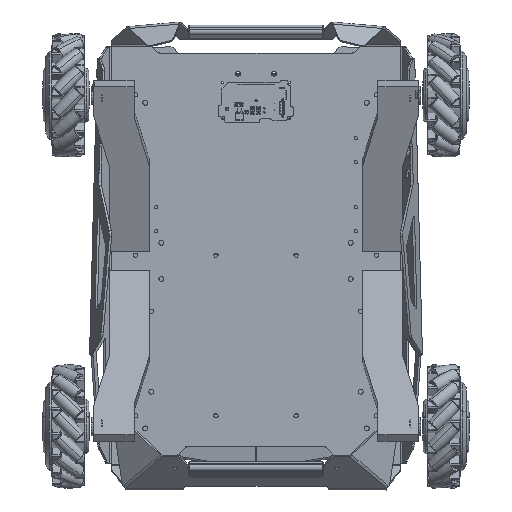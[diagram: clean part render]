
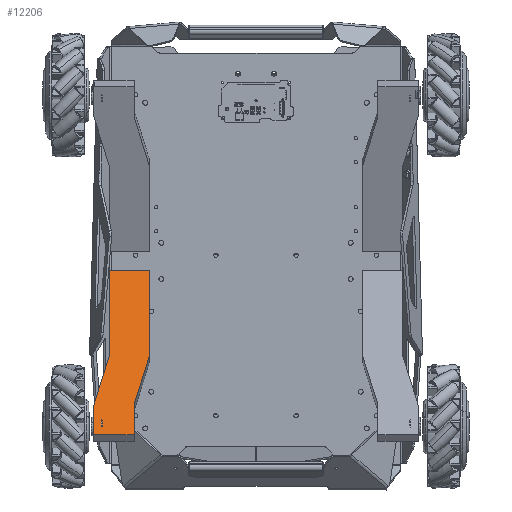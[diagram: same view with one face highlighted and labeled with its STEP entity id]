
A CAD part, front view. The second image highlights one B-rep face of the part: STEP entity #12206.
In plain terms, the highlighted planar face has unit normal (0, -0.934, 0.358).
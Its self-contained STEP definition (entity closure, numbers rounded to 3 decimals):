
#2601 = CARTESIAN_POINT ( 'NONE',  ( -180.186, -87.212, 105.024 ) ) ;
#2697 = VERTEX_POINT ( 'NONE', #161047 ) ;
#4146 = DIRECTION ( 'NONE',  ( 0.281, 0.344, 0.896 ) ) ;
#4207 = CARTESIAN_POINT ( 'NONE',  ( -180.186, -53.167, 193.714 ) ) ;
#7322 = CARTESIAN_POINT ( 'NONE',  ( -190.186, -86.699, 106.361 ) ) ;
#7785 = DIRECTION ( 'NONE',  ( 1., 0., 0. ) ) ;
#12206 = ADVANCED_FACE ( 'NONE', ( #142344 ), #141343, .F. ) ;
#14732 = VECTOR ( 'NONE', #99332, 1000. ) ;
#20695 = CARTESIAN_POINT ( 'NONE',  ( -249.186, -124.841, 6.998 ) ) ;
#22183 = EDGE_CURVE ( 'NONE', #199032, #119075, #143375, .T. ) ;
#29104 = CARTESIAN_POINT ( 'NONE',  ( -199.186, -124.841, 6.998 ) ) ;
#29265 = DIRECTION ( 'NONE',  ( 1., 0., 0. ) ) ;
#29456 = EDGE_CURVE ( 'NONE', #119075, #93086, #43657, .T. ) ;
#29819 = VERTEX_POINT ( 'NONE', #174982 ) ;
#29910 = CARTESIAN_POINT ( 'NONE',  ( -249.186, -110.506, 44.342 ) ) ;
#30791 = DIRECTION ( 'NONE',  ( 0., 0.934, -0.358 ) ) ;
#37117 = VERTEX_POINT ( 'NONE', #43093 ) ;
#37329 = AXIS2_PLACEMENT_3D ( 'NONE', #201794, #76051, #42267 ) ;
#42267 = DIRECTION ( 'NONE',  ( 1., 0., 0. ) ) ;
#42598 = VERTEX_POINT ( 'NONE', #186573 ) ;
#43093 = CARTESIAN_POINT ( 'NONE',  ( -198.784, -110.014, 45.624 ) ) ;
#43657 = CIRCLE ( 'NONE', #158031, 10. ) ;
#45113 = VECTOR ( 'NONE', #4146, 1000. ) ;
#46174 = CARTESIAN_POINT ( 'NONE',  ( -249.186, -110.506, 44.342 ) ) ;
#47462 = LINE ( 'NONE', #62892, #14732 ) ;
#53815 = EDGE_CURVE ( 'NONE', #42598, #109518, #148621, .T. ) ;
#54875 = CARTESIAN_POINT ( 'NONE',  ( -240.186, -86.699, 106.361 ) ) ;
#59152 = CARTESIAN_POINT ( 'NONE',  ( -230.186, -53.167, 193.714 ) ) ;
#62025 = CARTESIAN_POINT ( 'NONE',  ( -180.186, -86.699, 106.361 ) ) ;
#62349 = CARTESIAN_POINT ( 'NONE',  ( -249.186, -111.019, 43.005 ) ) ;
#62417 = EDGE_CURVE ( 'NONE', #2697, #29819, #152875, .T. ) ;
#62892 = CARTESIAN_POINT ( 'NONE',  ( -199.186, -110.506, 44.342 ) ) ;
#65943 = CARTESIAN_POINT ( 'NONE',  ( -180.186, -46., 212.386 ) ) ;
#68221 = ORIENTED_EDGE ( 'NONE', *, *, #127740, .F. ) ;
#69578 = ORIENTED_EDGE ( 'NONE', *, *, #154781, .F. ) ;
#70866 = AXIS2_PLACEMENT_3D ( 'NONE', #136798, #168505, #29265 ) ;
#76051 = DIRECTION ( 'NONE',  ( 0., -0.934, 0.358 ) ) ;
#76371 = ORIENTED_EDGE ( 'NONE', *, *, #138964, .F. ) ;
#77632 = AXIS2_PLACEMENT_3D ( 'NONE', #54875, #114285, #130611 ) ;
#78253 = EDGE_LOOP ( 'NONE', ( #124851, #176915, #143311, #156181, #68221, #134907, #185726, #177208, #69578, #118346, #76371, #117231 ) ) ;
#79023 = VECTOR ( 'NONE', #7785, 1000. ) ;
#80963 = DIRECTION ( 'NONE',  ( 0., -0.358, -0.934 ) ) ;
#81428 = LINE ( 'NONE', #2601, #88454 ) ;
#83110 = EDGE_CURVE ( 'NONE', #115844, #195402, #96950, .T. ) ;
#88454 = VECTOR ( 'NONE', #111124, 1000. ) ;
#90795 = VECTOR ( 'NONE', #80963, 1000. ) ;
#93086 = VERTEX_POINT ( 'NONE', #94372 ) ;
#94372 = CARTESIAN_POINT ( 'NONE',  ( -180.588, -87.705, 103.741 ) ) ;
#96950 = CIRCLE ( 'NONE', #70866, 10. ) ;
#97870 = LINE ( 'NONE', #98895, #79023 ) ;
#98483 = EDGE_CURVE ( 'NONE', #174216, #109518, #47462, .T. ) ;
#98895 = CARTESIAN_POINT ( 'NONE',  ( -230.186, -46., 212.386 ) ) ;
#99332 = DIRECTION ( 'NONE',  ( 0., -0.358, -0.934 ) ) ;
#103840 = EDGE_CURVE ( 'NONE', #176309, #199032, #97870, .T. ) ;
#104691 = DIRECTION ( 'NONE',  ( 0., 0.358, 0.934 ) ) ;
#109518 = VERTEX_POINT ( 'NONE', #29104 ) ;
#111124 = DIRECTION ( 'NONE',  ( -0.281, -0.344, -0.896 ) ) ;
#114285 = DIRECTION ( 'NONE',  ( 0., -0.934, 0.358 ) ) ;
#115844 = VERTEX_POINT ( 'NONE', #62349 ) ;
#117231 = ORIENTED_EDGE ( 'NONE', *, *, #83110, .F. ) ;
#118346 = ORIENTED_EDGE ( 'NONE', *, *, #62417, .F. ) ;
#119075 = VERTEX_POINT ( 'NONE', #62025 ) ;
#119259 = CIRCLE ( 'NONE', #37329, 10. ) ;
#119891 = CARTESIAN_POINT ( 'NONE',  ( -199.186, -111.019, 43.005 ) ) ;
#121607 = DIRECTION ( 'NONE',  ( 0., 0.358, 0.934 ) ) ;
#124851 = ORIENTED_EDGE ( 'NONE', *, *, #165411, .F. ) ;
#127185 = DIRECTION ( 'NONE',  ( 0., 0.934, -0.358 ) ) ;
#127740 = EDGE_CURVE ( 'NONE', #93086, #37117, #81428, .T. ) ;
#130611 = DIRECTION ( 'NONE',  ( 1., 0., 0. ) ) ;
#134907 = ORIENTED_EDGE ( 'NONE', *, *, #29456, .F. ) ;
#135035 = CARTESIAN_POINT ( 'NONE',  ( -230.186, -46., 212.386 ) ) ;
#136798 = CARTESIAN_POINT ( 'NONE',  ( -239.186, -111.019, 43.005 ) ) ;
#138323 = DIRECTION ( 'NONE',  ( 1., 0., 0. ) ) ;
#138964 = EDGE_CURVE ( 'NONE', #195402, #2697, #177119, .T. ) ;
#141343 = PLANE ( 'NONE',  #152528 ) ;
#142344 = FACE_OUTER_BOUND ( 'NONE', #78253, .T. ) ;
#143311 = ORIENTED_EDGE ( 'NONE', *, *, #98483, .F. ) ;
#143375 = LINE ( 'NONE', #4207, #90795 ) ;
#143526 = EDGE_CURVE ( 'NONE', #37117, #174216, #119259, .T. ) ;
#148621 = LINE ( 'NONE', #20695, #180722 ) ;
#152504 = CARTESIAN_POINT ( 'NONE',  ( -248.784, -110.014, 45.624 ) ) ;
#152528 = AXIS2_PLACEMENT_3D ( 'NONE', #46174, #30791, #138323 ) ;
#152875 = CIRCLE ( 'NONE', #77632, 10. ) ;
#154781 = EDGE_CURVE ( 'NONE', #29819, #176309, #199242, .T. ) ;
#156181 = ORIENTED_EDGE ( 'NONE', *, *, #143526, .F. ) ;
#158031 = AXIS2_PLACEMENT_3D ( 'NONE', #7322, #127185, #178262 ) ;
#159649 = CARTESIAN_POINT ( 'NONE',  ( -230.186, -87.212, 105.024 ) ) ;
#160922 = DIRECTION ( 'NONE',  ( 1., 0., 0. ) ) ;
#161047 = CARTESIAN_POINT ( 'NONE',  ( -230.588, -87.705, 103.741 ) ) ;
#165411 = EDGE_CURVE ( 'NONE', #42598, #115844, #200785, .T. ) ;
#168505 = DIRECTION ( 'NONE',  ( 0., 0.934, -0.358 ) ) ;
#174216 = VERTEX_POINT ( 'NONE', #119891 ) ;
#174982 = CARTESIAN_POINT ( 'NONE',  ( -230.186, -86.699, 106.361 ) ) ;
#176309 = VERTEX_POINT ( 'NONE', #135035 ) ;
#176915 = ORIENTED_EDGE ( 'NONE', *, *, #53815, .T. ) ;
#177119 = LINE ( 'NONE', #159649, #45113 ) ;
#177208 = ORIENTED_EDGE ( 'NONE', *, *, #103840, .F. ) ;
#177533 = VECTOR ( 'NONE', #104691, 1000. ) ;
#178262 = DIRECTION ( 'NONE',  ( 1., 0., 0. ) ) ;
#180722 = VECTOR ( 'NONE', #160922, 1000. ) ;
#185726 = ORIENTED_EDGE ( 'NONE', *, *, #22183, .F. ) ;
#186573 = CARTESIAN_POINT ( 'NONE',  ( -249.186, -124.841, 6.998 ) ) ;
#195402 = VERTEX_POINT ( 'NONE', #152504 ) ;
#199032 = VERTEX_POINT ( 'NONE', #65943 ) ;
#199242 = LINE ( 'NONE', #59152, #199274 ) ;
#199274 = VECTOR ( 'NONE', #121607, 1000. ) ;
#200785 = LINE ( 'NONE', #29910, #177533 ) ;
#201794 = CARTESIAN_POINT ( 'NONE',  ( -189.186, -111.019, 43.005 ) ) ;
